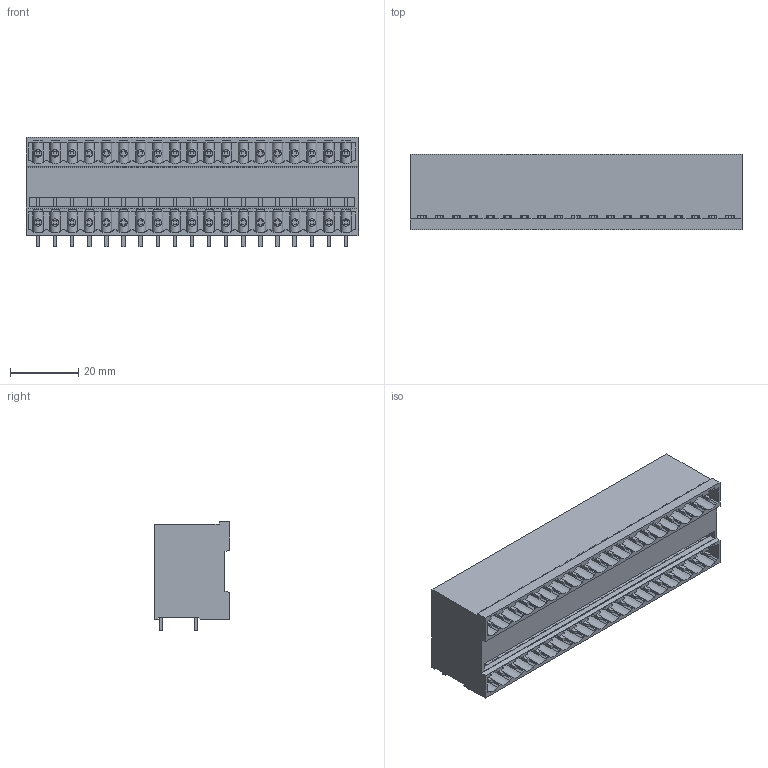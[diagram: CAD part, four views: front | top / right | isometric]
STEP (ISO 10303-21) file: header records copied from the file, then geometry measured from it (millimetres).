
FILE_DESCRIPTION(('CATIA V5R24 STEP','CAx-IF Rec.Pracs.--- Model Styling and Organization---1.4--- 2014-01-23'),'2;1');
FILE_NAME ('D1453489_1_1614520000_1614520000.stp','2021-12-08T07:19:22+00:00',('none'),('Weidmueller'),'CATIA Version 5-6 Release 2016 SP3 HF44','CATIA V5 STEP AP214','none');
FILE_SCHEMA(('AUTOMOTIVE_DESIGN { 1 0 10303 214 1 1 1 1 }'));
Products named in the file (1): 1614520000
Bounding box: 97 x 22 x 31.85 mm (x, y, z)
Volume: 40916.4 mm3; surface area: 28626 mm2
Topology: 39 solids, 39 shells, 1656 faces, 4808 edges, 3216 vertices
Faces by surface type: plane 1390, cylinder 228, extrusion 38
Entity records: 53296 total; most frequent: CARTESIAN_POINT 12773, ORIENTED_EDGE 9616, DIRECTION 6265, EDGE_CURVE 4808, VECTOR 4274, LINE 4236, VERTEX_POINT 3216, EDGE_LOOP 1832
